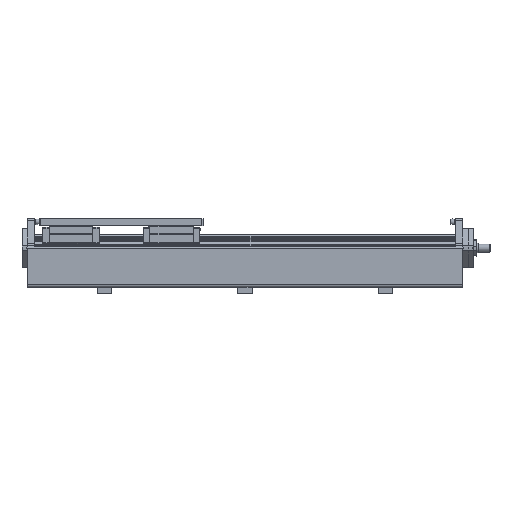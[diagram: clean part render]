
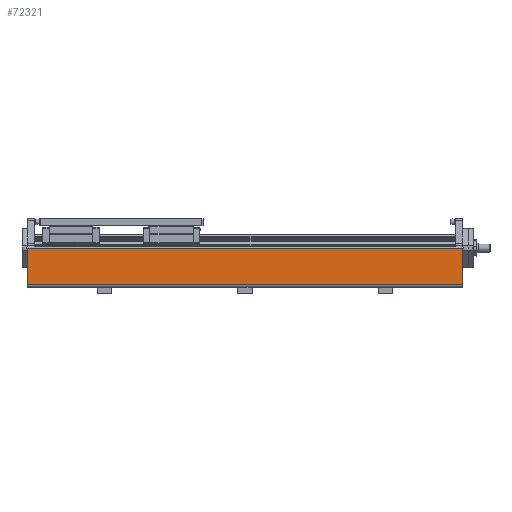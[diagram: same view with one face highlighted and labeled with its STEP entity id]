
A CAD part, left-side view. The second image highlights one B-rep face of the part: STEP entity #72321.
In plain terms, the highlighted planar face has unit normal (-1, 0, 0).
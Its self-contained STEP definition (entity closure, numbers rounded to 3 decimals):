
#57025=CARTESIAN_POINT('',(-252.5,85.,84.));
#57026=VERTEX_POINT('',#57025);
#57033=CARTESIAN_POINT('',(-252.5,85.,6.));
#57034=VERTEX_POINT('',#57033);
#57035=CARTESIAN_POINT('',(-252.5,85.,6.));
#57036=DIRECTION('',(0.0,0.0,1.0));
#57037=VECTOR('',#57036,78.0);
#57038=LINE('',#57035,#57037);
#57039=EDGE_CURVE('',#57034,#57026,#57038,.T.);
#59153=CARTESIAN_POINT('',(-252.5,1015.,84.));
#59154=VERTEX_POINT('',#59153);
#59270=CARTESIAN_POINT('',(-252.5,1015.,6.));
#59271=VERTEX_POINT('',#59270);
#59279=CARTESIAN_POINT('',(-252.5,1015.,84.));
#59280=DIRECTION('',(0.0,0.0,-1.0));
#59281=VECTOR('',#59280,78.);
#59282=LINE('',#59279,#59281);
#59283=EDGE_CURVE('',#59154,#59271,#59282,.T.);
#70725=CARTESIAN_POINT('',(-252.5,1015.,84.));
#70726=DIRECTION('',(0.0,-1.0,0.0));
#70727=VECTOR('',#70726,930.);
#70728=LINE('',#70725,#70727);
#70729=EDGE_CURVE('',#59154,#57026,#70728,.T.);
#72305=CARTESIAN_POINT('',(-252.5,1002.5,0.));
#72306=DIRECTION('',(-1.0,0.0,0.0));
#72307=DIRECTION('',(0.0,-1.0,0.0));
#72308=AXIS2_PLACEMENT_3D('',#72305,#72306,#72307);
#72309=PLANE('',#72308);
#72310=CARTESIAN_POINT('',(-252.5,85.,6.));
#72311=DIRECTION('',(0.0,1.0,0.0));
#72312=VECTOR('',#72311,930.);
#72313=LINE('',#72310,#72312);
#72314=EDGE_CURVE('',#57034,#59271,#72313,.T.);
#72315=ORIENTED_EDGE('',*,*,#72314,.F.);
#72316=ORIENTED_EDGE('',*,*,#57039,.T.);
#72317=ORIENTED_EDGE('',*,*,#70729,.F.);
#72318=ORIENTED_EDGE('',*,*,#59283,.T.);
#72319=EDGE_LOOP('',(#72315,#72316,#72317,#72318));
#72320=FACE_OUTER_BOUND('',#72319,.T.);
#72321=ADVANCED_FACE('',(#72320),#72309,.T.);
